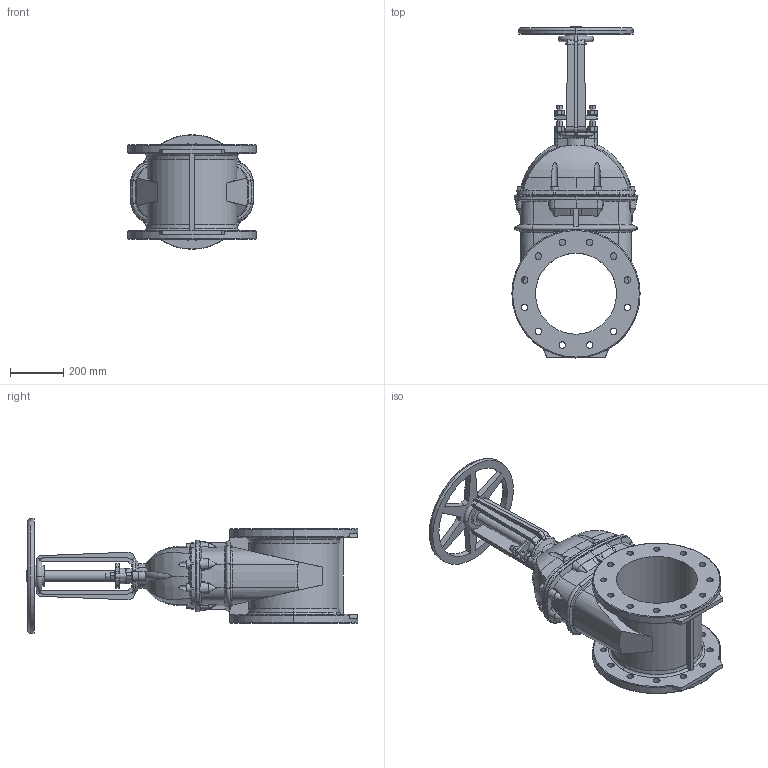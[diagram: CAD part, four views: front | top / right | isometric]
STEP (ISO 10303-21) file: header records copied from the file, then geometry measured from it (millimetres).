
FILE_DESCRIPTION (( 'STEP AP203' ), '1' );
FILE_NAME ('O_45_5C_DN300_X0_AA1_step.step', '2015-08-25T09:25:09', ( 'Windows User' ), ( 'AVK' ), 'SwSTEP 2.0', 'SolidWorks 2012', '' );
FILE_SCHEMA (( 'CONFIG_CONTROL_DESIGN' ));
Length unit declared in the file: millimetre
Products named in the file (1): O_45_5C_DN300_X0_AA1_step
Bounding box: 483 x 1250.5 x 432 mm (x, y, z)
Volume: 51033433.1 mm3; surface area: 2267728.3 mm2
Topology: 1 solids, 1 shells, 780 faces, 2049 edges, 1294 vertices
Faces by surface type: cylinder 253, cone 225, plane 222, torus 80
Entity records: 28165 total; most frequent: CARTESIAN_POINT 9309, ORIENTED_EDGE 4098, DIRECTION 3815, EDGE_CURVE 2049, AXIS2_PLACEMENT_3D 1583, VERTEX_POINT 1294, EDGE_LOOP 873, CIRCLE 802
